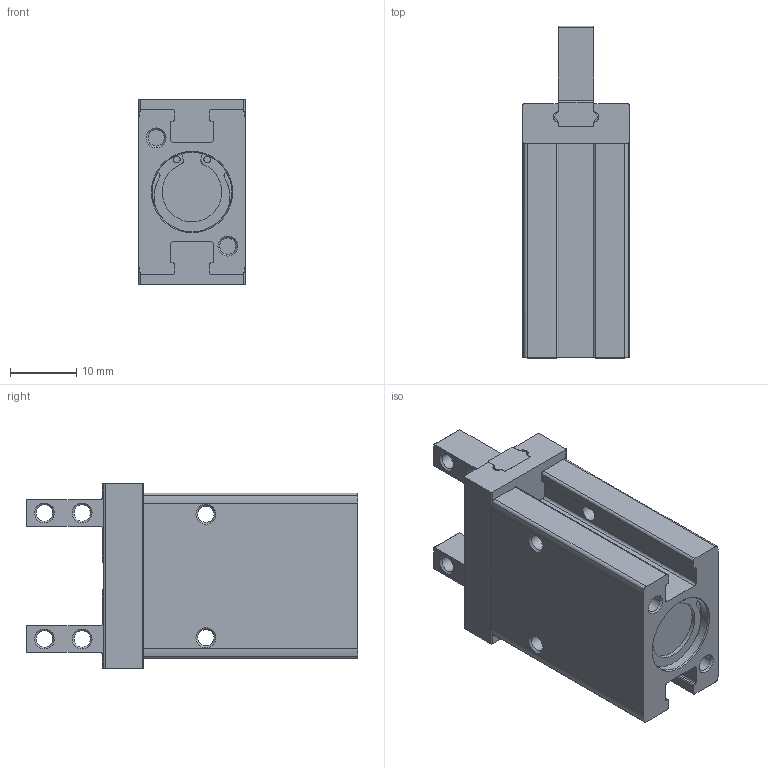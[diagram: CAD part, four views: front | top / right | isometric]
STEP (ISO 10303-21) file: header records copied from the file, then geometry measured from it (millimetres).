
FILE_DESCRIPTION(/* description */ ('STEP AP214'),/* implementation_level */ '2;1');
FILE_NAME(/* name */ '8116757_DHPC-10-A-B-1',/* time_stamp */ '2024-08-19T18:15:46+02:00',/* author */ ('License CC BY-ND 4.0'),/* organization */ ('CADENAS'),/* preprocessor_version */ 'ST-DEVELOPER v19.3',/* originating_system */ 'PARTsolutions',/* authorisation */ ' ');
FILE_SCHEMA (('AUTOMOTIVE_DESIGN {1 0 10303 214 3 1 1}'));
Length unit declared in the file: millimetre
Products named in the file (3): 8116757 DHPC-10-A-B-1---(1high); 8116729 DHPC-10-A-B-1---(highG); 8105696 DHPC-10-A-1---(high)
Assembly tree (3 placements, depth 2):
  8116757 DHPC-10-A-B-1---(1high)
    8116729 DHPC-10-A-B-1---(highG)
    8105696 DHPC-10-A-1---(high)  x2
Bounding box: 16 x 50 x 28 mm (x, y, z)
Volume: 13520 mm3; surface area: 6666.4 mm2
Topology: 3 solids, 3 shells, 347 faces, 897 edges, 579 vertices
Faces by surface type: plane 195, cylinder 127, cone 21, torus 4
Full cylindrical faces by diameter (mm): 1 x2, 2 x4, 2.459 x12, 3 x4, 3.4 x4, 12 x1
Entity records: 7979 total; most frequent: DIRECTION 1436, CARTESIAN_POINT 1344, ORIENTED_EDGE 1268, EDGE_CURVE 634, AXIS2_PLACEMENT_3D 528, VERTEX_POINT 436, LINE 380, VECTOR 380
